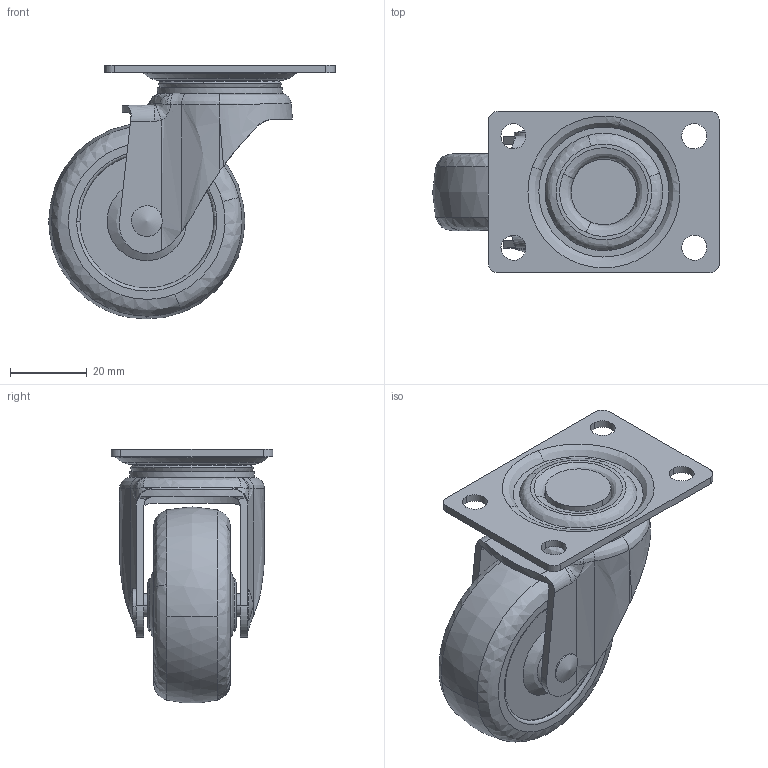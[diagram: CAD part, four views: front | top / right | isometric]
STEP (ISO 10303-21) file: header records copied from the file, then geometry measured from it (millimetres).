
FILE_DESCRIPTION((''),'2;1');
FILE_NAME('','2005-12-16T11:45:45',(''),(''),'','CADfix','');
FILE_SCHEMA(('AUTOMOTIVE_DESIGN'));
Length unit declared in the file: millimetre
Products named in the file (6): axle; body; wheel; mounting plate; main shaft; No_103_Fe_18229_36
Assembly tree (5 placements, depth 2):
  No_103_Fe_18229_36
    axle
    body
    wheel
    mounting plate
    main shaft
Bounding box: 74.5 x 42 x 65.92 mm (x, y, z)
Volume: 54346.4 mm3; surface area: 22312.6 mm2
Topology: 5 solids, 5 shells, 213 faces, 655 edges, 464 vertices
Faces by surface type: bspline 213
Entity records: 11219 total; most frequent: CARTESIAN_POINT 7653, ORIENTED_EDGE 1302, EDGE_CURVE 651, VERTEX_POINT 464, EDGE_LOOP 247, FACE_OUTER_BOUND 213, ADVANCED_FACE 213, QUASI_UNIFORM_CURVE 138
